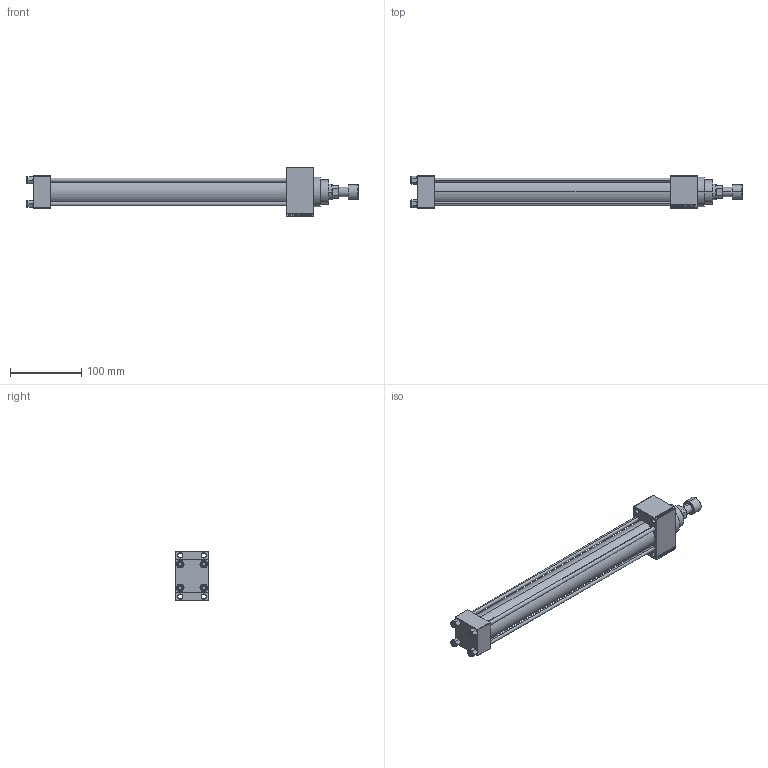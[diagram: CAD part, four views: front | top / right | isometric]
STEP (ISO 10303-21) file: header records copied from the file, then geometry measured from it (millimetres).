
FILE_DESCRIPTION (( 'STEP AP203' ), '1' );
FILE_NAME ('b25d.STEP', '2022-04-16T07:07:44', ( '' ), ( '' ), 'SwSTEP 2.0', 'SolidWorks 2019', '' );
FILE_SCHEMA (( 'CONFIG_CONTROL_DESIGN' ));
Length unit declared in the file: millimetre
Products named in the file (7): V215_VC_A abde2a24ec81cd41031fc31f26e22d8e; NUT_M5_D abde2a24ec81cd41031fc31f26e22d8e; b25d; V215CR_ROD_END_F abde2a24ec81cd41031fc31f26e22d8e; V215CR_D_TYCINKA abde2a24ec81cd41031fc31f26e22d8e; V215CR_VCP_D abde2a24ec81cd41031fc31f26e22d8e; V215CR_D_Body abde2a24ec81cd41031fc31f26e22d8e
Assembly tree (12 placements, depth 2):
  b25d
    V215CR_D_Body abde2a24ec81cd41031fc31f26e22d8e
    V215CR_VCP_D abde2a24ec81cd41031fc31f26e22d8e
    NUT_M5_D abde2a24ec81cd41031fc31f26e22d8e  x4
    V215CR_D_TYCINKA abde2a24ec81cd41031fc31f26e22d8e  x4
    V215_VC_A abde2a24ec81cd41031fc31f26e22d8e
    V215CR_ROD_END_F abde2a24ec81cd41031fc31f26e22d8e
Bounding box: 466 x 45 x 70 mm (x, y, z)
Volume: 481663.2 mm3; surface area: 183566.4 mm2
Topology: 12 solids, 12 shells, 1116 faces, 2768 edges, 1789 vertices
Faces by surface type: plane 499, bspline 368, cone 144, cylinder 93, torus 12
Entity records: 47583 total; most frequent: CARTESIAN_POINT 25101, ORIENTED_EDGE 5028, DIRECTION 3256, EDGE_CURVE 2514, VERTEX_POINT 1645, VECTOR 1508, LINE 1508, EDGE_LOOP 1129
